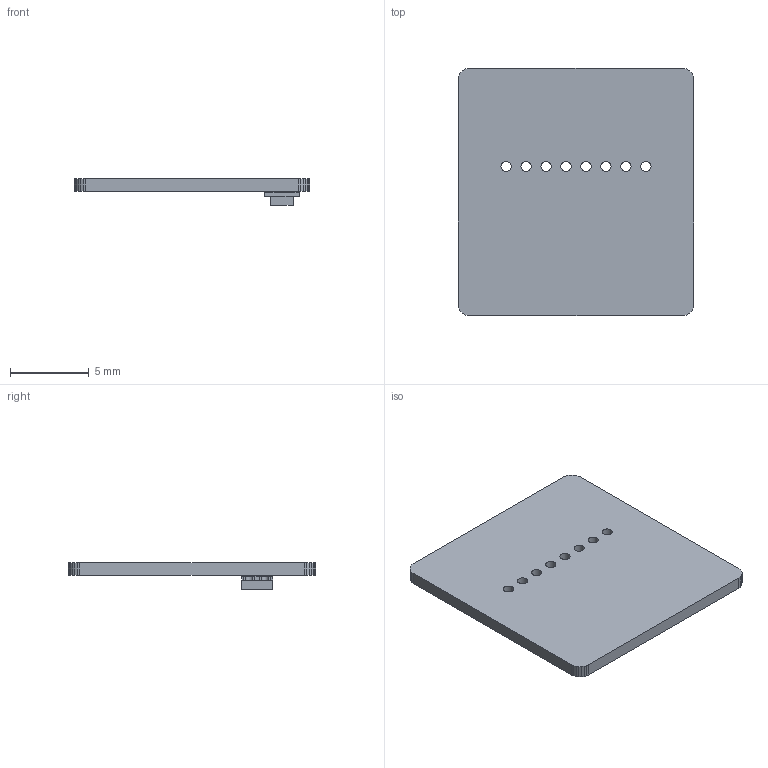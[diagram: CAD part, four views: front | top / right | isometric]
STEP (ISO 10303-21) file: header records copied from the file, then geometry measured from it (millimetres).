
FILE_DESCRIPTION(('KiCad electronic assembly'),'2;1');
FILE_NAME('COM_MOD.step','2023-11-28T17:50:24',('Pcbnew'),('Kicad'), 'Open CASCADE STEP processor 7.5','KiCad to STEP converter','Unknown' );
FILE_SCHEMA(('AUTOMOTIVE_DESIGN { 1 0 10303 214 1 1 1 1 }'));
Length unit declared in the file: millimetre
Products named in the file (4): COM_MOD 1; WS2812-2020; COMPOUND; _autosave-COM_MOD PCB
Assembly tree (3 placements, depth 3):
  COM_MOD 1
    WS2812-2020
      COMPOUND
    _autosave-COM_MOD PCB
Bounding box: 15 x 15.75 x 1.69 mm (x, y, z)
Volume: 189.2 mm3; surface area: 548.4 mm2
Topology: 7 solids, 7 shells, 149 faces, 380 edges, 245 vertices
Faces by surface type: plane 119, cylinder 28, bspline 2
Full cylindrical faces by diameter (mm): 0.65 x8
Entity records: 9735 total; most frequent: CARTESIAN_POINT 1981, DIRECTION 1414, LINE 989, VECTOR 989, ORIENTED_EDGE 760, PCURVE 760, DEFINITIONAL_REPRESENTATION 760, EDGE_CURVE 380
